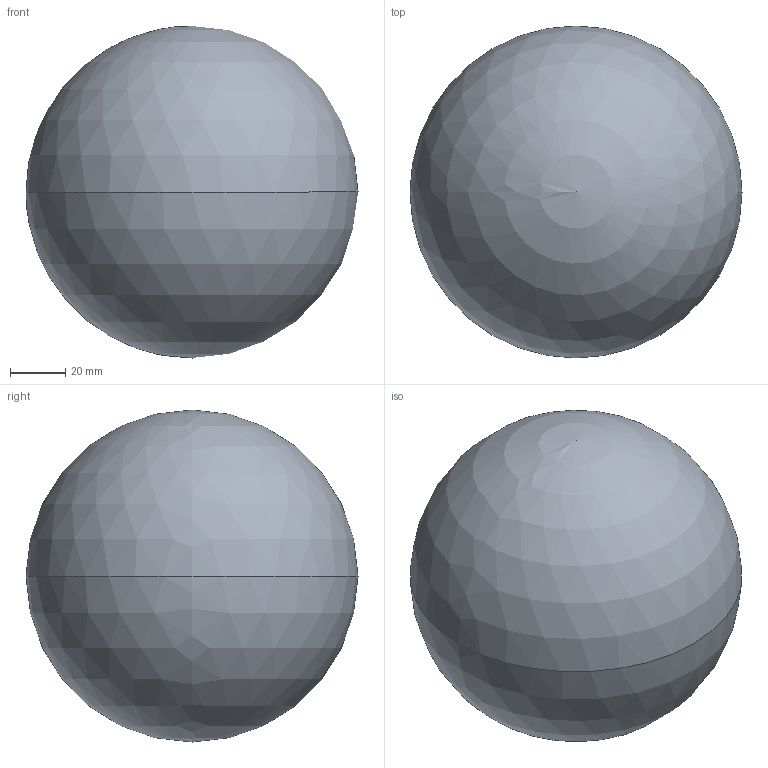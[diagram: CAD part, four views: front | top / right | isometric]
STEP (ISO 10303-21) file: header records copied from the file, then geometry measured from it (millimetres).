
FILE_DESCRIPTION (( 'STEP AP203' ), '1' );
FILE_NAME ('120-EHK.step', '2019-09-23T08:29:28', ( '' ), ( '' ), 'SwSTEP 2.0', 'SolidWorks 2015', '' );
FILE_SCHEMA (( 'CONFIG_CONTROL_DESIGN' ));
Length unit declared in the file: millimetre
Products named in the file (1): 120-EHK
Bounding box: 120 x 120 x 120 mm (x, y, z)
Volume: 108449.9 mm3; surface area: 86794.9 mm2
Topology: 1 solids, 2 shells, 193 faces, 530 edges, 354 vertices
Faces by surface type: plane 105, bspline 63, sphere 25
Entity records: 8807 total; most frequent: CARTESIAN_POINT 4095, ORIENTED_EDGE 1040, DIRECTION 874, EDGE_CURVE 520, AXIS2_PLACEMENT_3D 353, VERTEX_POINT 348, CIRCLE 222, EDGE_LOOP 210
